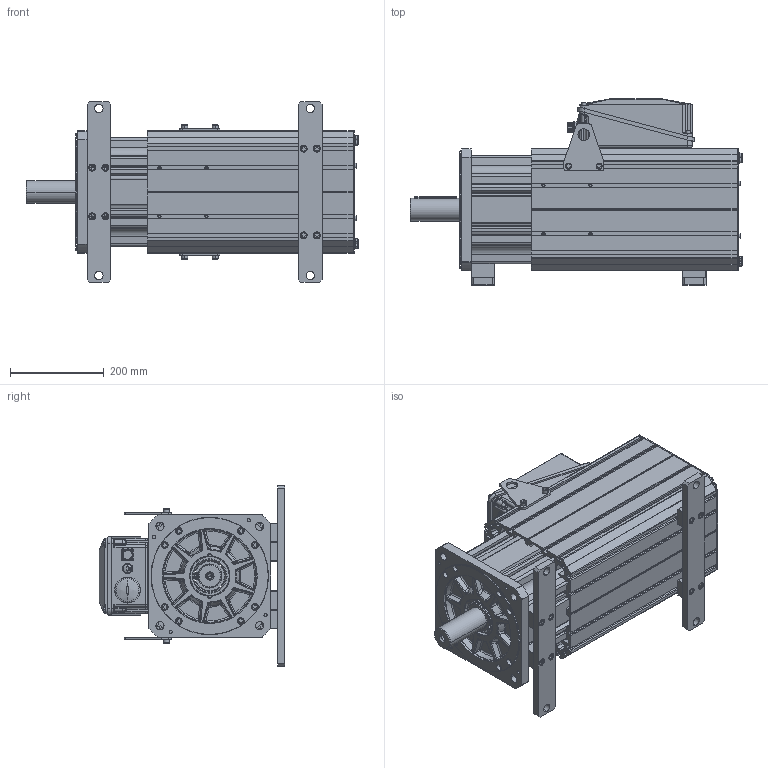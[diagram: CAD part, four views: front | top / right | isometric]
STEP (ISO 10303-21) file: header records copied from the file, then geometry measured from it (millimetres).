
FILE_DESCRIPTION((''),'2;1');
FILE_NAME('69192N-1_SW0001','2022-02-25T',('yuminjian'),(''),'PRO/ENGINEER BY PARAMETRIC TECHNOLOGY CORPORATION, 2010430','PRO/ENGINEER BY PARAMETRIC TECHNOLOGY CORPORATION, 2010430','');
FILE_SCHEMA(('CONFIG_CONTROL_DESIGN'));
Products named in the file (1): 69192N-1_SW0001
Bounding box: 706.6 x 395.69 x 384 mm (x, y, z)
Surface area: 2533768.6 mm2 (no closed solid volume)
Topology: 0 solids, 165 shells, 1884 faces, 6270 edges, 4476 vertices
Faces by surface type: plane 854, cylinder 464, bspline 302, cone 141, torus 93, sphere 26, revolution 4
Entity records: 142009 total; most frequent: CARTESIAN_POINT 90832, DIRECTION 9889, ORIENTED_EDGE 9645, EDGE_CURVE 6268, VERTEX_POINT 4476, VECTOR 3343, LINE 3343, AXIS2_PLACEMENT_3D 3271
